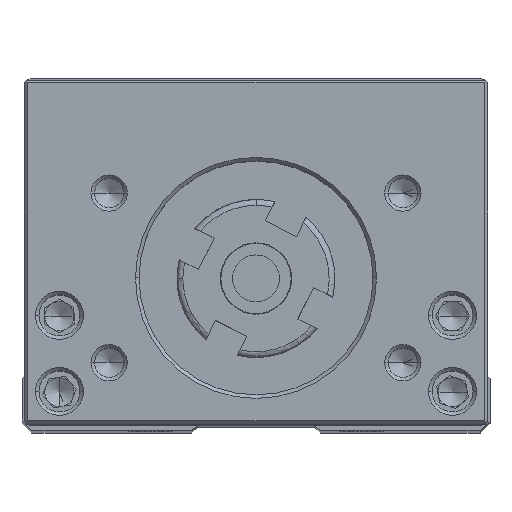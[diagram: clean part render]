
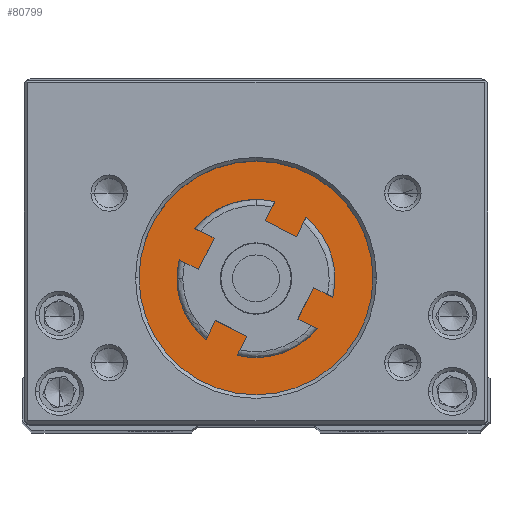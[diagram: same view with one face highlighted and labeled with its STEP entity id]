
A CAD part, top view. The second image highlights one B-rep face of the part: STEP entity #80799.
In plain terms, the highlighted planar face has unit normal (0, 0, 1).
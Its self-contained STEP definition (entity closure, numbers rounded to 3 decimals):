
#61 = CARTESIAN_POINT ( 'NONE',  ( -4.75, 13.5, 112. ) ) ;
#69 = CARTESIAN_POINT ( 'NONE',  ( 11.3, 16., 112. ) ) ;
#507 = VECTOR ( 'NONE', #103979, 1000. ) ;
#1701 = DIRECTION ( 'NONE',  ( 0., 0., 1. ) ) ;
#1792 = LINE ( 'NONE', #43754, #65905 ) ;
#3090 = VERTEX_POINT ( 'NONE', #69 ) ;
#4264 = FACE_OUTER_BOUND ( 'NONE', #29639, .T. ) ;
#4500 = CARTESIAN_POINT ( 'NONE',  ( 0., 13.5, 112. ) ) ;
#4501 = ORIENTED_EDGE ( 'NONE', *, *, #48648, .F. ) ;
#4885 = ORIENTED_EDGE ( 'NONE', *, *, #67872, .F. ) ;
#4886 = DIRECTION ( 'NONE',  ( -1., 0., 0. ) ) ;
#5191 = CIRCLE ( 'NONE', #5491, 0.5 ) ;
#5491 = AXIS2_PLACEMENT_3D ( 'NONE', #7221, #40173, #107067 ) ;
#6279 = CARTESIAN_POINT ( 'NONE',  ( -11.8, 30., 112. ) ) ;
#6615 = VERTEX_POINT ( 'NONE', #42882 ) ;
#7221 = CARTESIAN_POINT ( 'NONE',  ( -11.3, 15.5, 112. ) ) ;
#7785 = AXIS2_PLACEMENT_3D ( 'NONE', #87094, #103468, #79040 ) ;
#8500 = EDGE_CURVE ( 'NONE', #14043, #42059, #80387, .T. ) ;
#12222 = ORIENTED_EDGE ( 'NONE', *, *, #96202, .T. ) ;
#12744 = VERTEX_POINT ( 'NONE', #94000 ) ;
#14043 = VERTEX_POINT ( 'NONE', #38963 ) ;
#14729 = AXIS2_PLACEMENT_3D ( 'NONE', #4500, #89050, #63396 ) ;
#16144 = DIRECTION ( 'NONE',  ( -1., 0., 0. ) ) ;
#16727 = ORIENTED_EDGE ( 'NONE', *, *, #8500, .F. ) ;
#17757 = EDGE_CURVE ( 'NONE', #14043, #71591, #59337, .T. ) ;
#17821 = ORIENTED_EDGE ( 'NONE', *, *, #78583, .F. ) ;
#18495 = DIRECTION ( 'NONE',  ( -1., 0., 0. ) ) ;
#20050 = ORIENTED_EDGE ( 'NONE', *, *, #44121, .F. ) ;
#20791 = EDGE_CURVE ( 'NONE', #90756, #82626, #1792, .T. ) ;
#20894 = VECTOR ( 'NONE', #16144, 1000. ) ;
#22372 = CARTESIAN_POINT ( 'NONE',  ( 10.8, 15.5, 112. ) ) ;
#24756 = CARTESIAN_POINT ( 'NONE',  ( 10.8, 11., 112. ) ) ;
#29129 = FACE_BOUND ( 'NONE', #33265, .T. ) ;
#29639 = EDGE_LOOP ( 'NONE', ( #91484, #82217, #4501, #75747, #54226, #16727, #82116, #20050, #12222, #74155, #17821, #86791 ) ) ;
#30127 = CARTESIAN_POINT ( 'NONE',  ( 13.8, 16., 112. ) ) ;
#33265 = EDGE_LOOP ( 'NONE', ( #4885, #51685 ) ) ;
#38963 = CARTESIAN_POINT ( 'NONE',  ( -10.198, 11., 112. ) ) ;
#40173 = DIRECTION ( 'NONE',  ( 0., 0., -1. ) ) ;
#40296 = CARTESIAN_POINT ( 'NONE',  ( 13.8, 11., 112. ) ) ;
#40914 = LINE ( 'NONE', #92722, #84200 ) ;
#42059 = VERTEX_POINT ( 'NONE', #43670 ) ;
#42437 = AXIS2_PLACEMENT_3D ( 'NONE', #93506, #1701, #18495 ) ;
#42882 = CARTESIAN_POINT ( 'NONE',  ( 11.8, 30., 112. ) ) ;
#43670 = CARTESIAN_POINT ( 'NONE',  ( -10.8, 11., 112. ) ) ;
#43754 = CARTESIAN_POINT ( 'NONE',  ( -11.8, 11., 112. ) ) ;
#44121 = EDGE_CURVE ( 'NONE', #104494, #71591, #81724, .T. ) ;
#46714 = LINE ( 'NONE', #59194, #63711 ) ;
#47139 = LINE ( 'NONE', #30127, #104618 ) ;
#47175 = LINE ( 'NONE', #72187, #20894 ) ;
#47695 = CARTESIAN_POINT ( 'NONE',  ( 13.8, 11., 112. ) ) ;
#48648 = EDGE_CURVE ( 'NONE', #12744, #90756, #47139, .T. ) ;
#49659 = CARTESIAN_POINT ( 'NONE',  ( 11.8, 16., 112. ) ) ;
#51685 = ORIENTED_EDGE ( 'NONE', *, *, #62526, .F. ) ;
#54226 = ORIENTED_EDGE ( 'NONE', *, *, #108465, .T. ) ;
#59194 = CARTESIAN_POINT ( 'NONE',  ( 10.8, 19., 112. ) ) ;
#59337 = CIRCLE ( 'NONE', #14729, 10.5 ) ;
#60589 = DIRECTION ( 'NONE',  ( 0., 1., 0. ) ) ;
#61661 = CARTESIAN_POINT ( 'NONE',  ( -10.8, 15.5, 112. ) ) ;
#62445 = CIRCLE ( 'NONE', #81680, 4.75 ) ;
#62526 = EDGE_CURVE ( 'NONE', #96008, #71575, #62445, .T. ) ;
#62695 = CARTESIAN_POINT ( 'NONE',  ( 13.8, 11., 112. ) ) ;
#63069 = LINE ( 'NONE', #85151, #65564 ) ;
#63396 = DIRECTION ( 'NONE',  ( 1., 0., 0. ) ) ;
#63632 = EDGE_CURVE ( 'NONE', #82626, #6615, #80299, .T. ) ;
#63711 = VECTOR ( 'NONE', #60589, 1000. ) ;
#65132 = EDGE_CURVE ( 'NONE', #12744, #101110, #5191, .T. ) ;
#65564 = VECTOR ( 'NONE', #68634, 1000. ) ;
#65905 = VECTOR ( 'NONE', #68287, 1000. ) ;
#66505 = CARTESIAN_POINT ( 'NONE',  ( 4.75, 13.5, 112. ) ) ;
#66734 = DIRECTION ( 'NONE',  ( 0., -1., 0. ) ) ;
#67324 = DIRECTION ( 'NONE',  ( 0., 0., -1. ) ) ;
#67872 = EDGE_CURVE ( 'NONE', #71575, #96008, #81562, .T. ) ;
#68287 = DIRECTION ( 'NONE',  ( 0., 1., 0. ) ) ;
#68634 = DIRECTION ( 'NONE',  ( 0., -1., 0. ) ) ;
#71358 = VERTEX_POINT ( 'NONE', #22372 ) ;
#71575 = VERTEX_POINT ( 'NONE', #61 ) ;
#71591 = VERTEX_POINT ( 'NONE', #92602 ) ;
#72187 = CARTESIAN_POINT ( 'NONE',  ( 13.8, 16., 112. ) ) ;
#73585 = PLANE ( 'NONE',  #76708 ) ;
#73977 = DIRECTION ( 'NONE',  ( -1., 0., 0. ) ) ;
#74155 = ORIENTED_EDGE ( 'NONE', *, *, #79092, .T. ) ;
#74688 = CARTESIAN_POINT ( 'NONE',  ( 0., 13.5, 112. ) ) ;
#75654 = CARTESIAN_POINT ( 'NONE',  ( 13.8, 30., 112. ) ) ;
#75747 = ORIENTED_EDGE ( 'NONE', *, *, #65132, .T. ) ;
#76708 = AXIS2_PLACEMENT_3D ( 'NONE', #40296, #67324, #84573 ) ;
#78583 = EDGE_CURVE ( 'NONE', #99490, #3090, #47175, .T. ) ;
#79040 = DIRECTION ( 'NONE',  ( 0., -1., 0. ) ) ;
#79092 = EDGE_CURVE ( 'NONE', #71358, #3090, #82269, .T. ) ;
#80299 = LINE ( 'NONE', #75654, #107512 ) ;
#80387 = LINE ( 'NONE', #62695, #507 ) ;
#80799 = ADVANCED_FACE ( 'NONE', ( #4264, #29129 ), #73585, .F. ) ;
#81562 = CIRCLE ( 'NONE', #42437, 4.75 ) ;
#81680 = AXIS2_PLACEMENT_3D ( 'NONE', #74688, #99212, #73977 ) ;
#81724 = LINE ( 'NONE', #47695, #98677 ) ;
#82116 = ORIENTED_EDGE ( 'NONE', *, *, #17757, .T. ) ;
#82217 = ORIENTED_EDGE ( 'NONE', *, *, #20791, .F. ) ;
#82269 = CIRCLE ( 'NONE', #7785, 0.5 ) ;
#82626 = VERTEX_POINT ( 'NONE', #6279 ) ;
#84200 = VECTOR ( 'NONE', #66734, 1000. ) ;
#84573 = DIRECTION ( 'NONE',  ( -1., 0., 0. ) ) ;
#85151 = CARTESIAN_POINT ( 'NONE',  ( -10.8, 19., 112. ) ) ;
#86791 = ORIENTED_EDGE ( 'NONE', *, *, #107752, .F. ) ;
#87094 = CARTESIAN_POINT ( 'NONE',  ( 11.3, 15.5, 112. ) ) ;
#89050 = DIRECTION ( 'NONE',  ( 0., 0., 1. ) ) ;
#90131 = DIRECTION ( 'NONE',  ( -1., 0., 0. ) ) ;
#90756 = VERTEX_POINT ( 'NONE', #103570 ) ;
#91484 = ORIENTED_EDGE ( 'NONE', *, *, #63632, .F. ) ;
#92602 = CARTESIAN_POINT ( 'NONE',  ( 10.198, 11., 112. ) ) ;
#92722 = CARTESIAN_POINT ( 'NONE',  ( 11.8, 11., 112. ) ) ;
#93506 = CARTESIAN_POINT ( 'NONE',  ( 0., 13.5, 112. ) ) ;
#94000 = CARTESIAN_POINT ( 'NONE',  ( -11.3, 16., 112. ) ) ;
#96008 = VERTEX_POINT ( 'NONE', #66505 ) ;
#96202 = EDGE_CURVE ( 'NONE', #104494, #71358, #46714, .T. ) ;
#98677 = VECTOR ( 'NONE', #4886, 1000. ) ;
#99212 = DIRECTION ( 'NONE',  ( 0., 0., 1. ) ) ;
#99490 = VERTEX_POINT ( 'NONE', #49659 ) ;
#100869 = DIRECTION ( 'NONE',  ( 1., 0., 0. ) ) ;
#101110 = VERTEX_POINT ( 'NONE', #61661 ) ;
#103468 = DIRECTION ( 'NONE',  ( 0., 0., -1. ) ) ;
#103570 = CARTESIAN_POINT ( 'NONE',  ( -11.8, 16., 112. ) ) ;
#103979 = DIRECTION ( 'NONE',  ( -1., 0., 0. ) ) ;
#104494 = VERTEX_POINT ( 'NONE', #24756 ) ;
#104618 = VECTOR ( 'NONE', #90131, 1000. ) ;
#107067 = DIRECTION ( 'NONE',  ( -1., 0., 0. ) ) ;
#107512 = VECTOR ( 'NONE', #100869, 1000. ) ;
#107752 = EDGE_CURVE ( 'NONE', #6615, #99490, #40914, .T. ) ;
#108465 = EDGE_CURVE ( 'NONE', #101110, #42059, #63069, .T. ) ;
